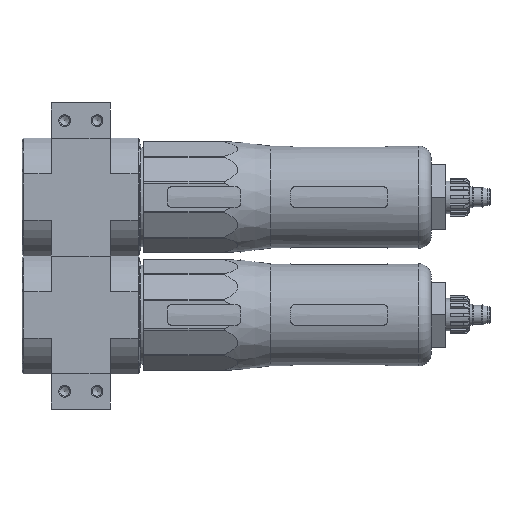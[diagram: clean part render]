
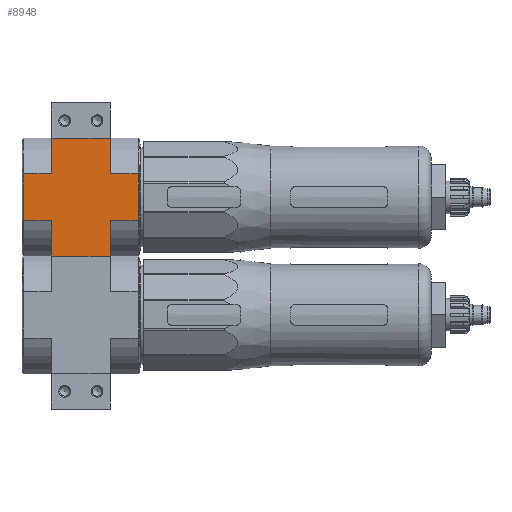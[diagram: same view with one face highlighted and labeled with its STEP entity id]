
A CAD part, left-side view. The second image highlights one B-rep face of the part: STEP entity #8948.
In plain terms, the highlighted face is planar.
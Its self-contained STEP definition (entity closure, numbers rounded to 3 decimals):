
#1856=ORIENTED_EDGE('',*,*,#4106,.T.);
#1857=ORIENTED_EDGE('',*,*,#4107,.F.);
#1858=ORIENTED_EDGE('',*,*,#4108,.T.);
#1859=ORIENTED_EDGE('',*,*,#4109,.F.);
#1860=ORIENTED_EDGE('',*,*,#4104,.T.);
#1861=ORIENTED_EDGE('',*,*,#4110,.T.);
#1862=ORIENTED_EDGE('',*,*,#4111,.F.);
#1863=ORIENTED_EDGE('',*,*,#4112,.T.);
#1864=ORIENTED_EDGE('',*,*,#4113,.F.);
#1865=ORIENTED_EDGE('',*,*,#4114,.T.);
#1866=ORIENTED_EDGE('',*,*,#4073,.F.);
#1867=ORIENTED_EDGE('',*,*,#4115,.F.);
#4073=EDGE_CURVE('',#5234,#5235,#6035,.T.);
#4104=EDGE_CURVE('',#5264,#5263,#6063,.T.);
#4106=EDGE_CURVE('',#5265,#5266,#6065,.F.);
#4107=EDGE_CURVE('',#5267,#5266,#6066,.T.);
#4108=EDGE_CURVE('',#5267,#5268,#6067,.T.);
#4109=EDGE_CURVE('',#5264,#5268,#6068,.T.);
#4110=EDGE_CURVE('',#5263,#5269,#6069,.T.);
#4111=EDGE_CURVE('',#5270,#5269,#6070,.T.);
#4112=EDGE_CURVE('',#5270,#5271,#6071,.T.);
#4113=EDGE_CURVE('',#5272,#5271,#6072,.F.);
#4114=EDGE_CURVE('',#5272,#5235,#6073,.T.);
#4115=EDGE_CURVE('',#5265,#5234,#6074,.T.);
#5234=VERTEX_POINT('',#16552);
#5235=VERTEX_POINT('',#16554);
#5263=VERTEX_POINT('',#16614);
#5264=VERTEX_POINT('',#16616);
#5265=VERTEX_POINT('',#16620);
#5266=VERTEX_POINT('',#16621);
#5267=VERTEX_POINT('',#16623);
#5268=VERTEX_POINT('',#16625);
#5269=VERTEX_POINT('',#16628);
#5270=VERTEX_POINT('',#16630);
#5271=VERTEX_POINT('',#16632);
#5272=VERTEX_POINT('',#16634);
#6035=LINE('',#16553,#6635);
#6063=LINE('',#16615,#6663);
#6065=LINE('',#16619,#6665);
#6066=LINE('',#16622,#6666);
#6067=LINE('',#16624,#6667);
#6068=LINE('',#16626,#6668);
#6069=LINE('',#16627,#6669);
#6070=LINE('',#16629,#6670);
#6071=LINE('',#16631,#6671);
#6072=LINE('',#16633,#6672);
#6073=LINE('',#16635,#6673);
#6074=LINE('',#16636,#6674);
#6635=VECTOR('',#13653,1000.);
#6663=VECTOR('',#13691,1000.);
#6665=VECTOR('',#13695,1000.);
#6666=VECTOR('',#13696,1000.);
#6667=VECTOR('',#13697,1000.);
#6668=VECTOR('',#13698,1000.);
#6669=VECTOR('',#13699,1000.);
#6670=VECTOR('',#13700,1000.);
#6671=VECTOR('',#13701,1000.);
#6672=VECTOR('',#13702,1000.);
#6673=VECTOR('',#13703,1000.);
#6674=VECTOR('',#13704,1000.);
#7248=EDGE_LOOP('',(#1856,#1857,#1858,#1859,#1860,#1861,#1862,#1863,#1864,
#1865,#1866,#1867));
#7995=FACE_BOUND('',#7248,.T.);
#8582=PLANE('',#12086);
#8948=ADVANCED_FACE('',(#7995),#8582,.F.);
#12086=AXIS2_PLACEMENT_3D('',#16618,#13693,#13694);
#13653=DIRECTION('',(0.,-1.,0.));
#13691=DIRECTION('',(0.,-1.,0.));
#13693=DIRECTION('',(0.,0.,1.));
#13694=DIRECTION('',(1.,0.,0.));
#13695=DIRECTION('',(0.,-1.,0.));
#13696=DIRECTION('',(-1.,0.,0.));
#13697=DIRECTION('',(0.,-1.,0.));
#13698=DIRECTION('',(-1.,0.,0.));
#13699=DIRECTION('',(-1.,0.,0.));
#13700=DIRECTION('',(0.,1.,0.));
#13701=DIRECTION('',(-1.,0.,0.));
#13702=DIRECTION('',(0.,1.,0.));
#13703=DIRECTION('',(-1.,0.,0.));
#13704=DIRECTION('',(-1.,0.,0.));
#16552=CARTESIAN_POINT('',(-20.,10.,-20.));
#16553=CARTESIAN_POINT('',(-20.,20.,-20.));
#16554=CARTESIAN_POINT('',(-20.,-10.,-20.));
#16614=CARTESIAN_POINT('',(20.,-10.,-20.));
#16615=CARTESIAN_POINT('',(20.,20.,-20.));
#16616=CARTESIAN_POINT('',(20.,10.,-20.));
#16618=CARTESIAN_POINT('',(20.,20.,-20.));
#16619=CARTESIAN_POINT('',(-7.89,30.,-20.));
#16620=CARTESIAN_POINT('',(-7.89,10.,-20.));
#16621=CARTESIAN_POINT('',(-7.89,19.5,-20.));
#16622=CARTESIAN_POINT('',(20.,19.5,-20.));
#16623=CARTESIAN_POINT('',(7.89,19.5,-20.));
#16624=CARTESIAN_POINT('',(7.89,30.,-20.));
#16625=CARTESIAN_POINT('',(7.89,10.,-20.));
#16626=CARTESIAN_POINT('',(20.,10.,-20.));
#16627=CARTESIAN_POINT('',(20.,-10.,-20.));
#16628=CARTESIAN_POINT('',(7.89,-10.,-20.));
#16629=CARTESIAN_POINT('',(7.89,-30.,-20.));
#16630=CARTESIAN_POINT('',(7.89,-19.5,-20.));
#16631=CARTESIAN_POINT('',(20.,-19.5,-20.));
#16632=CARTESIAN_POINT('',(-7.89,-19.5,-20.));
#16633=CARTESIAN_POINT('',(-7.89,-30.,-20.));
#16634=CARTESIAN_POINT('',(-7.89,-10.,-20.));
#16635=CARTESIAN_POINT('',(20.,-10.,-20.));
#16636=CARTESIAN_POINT('',(20.,10.,-20.));
